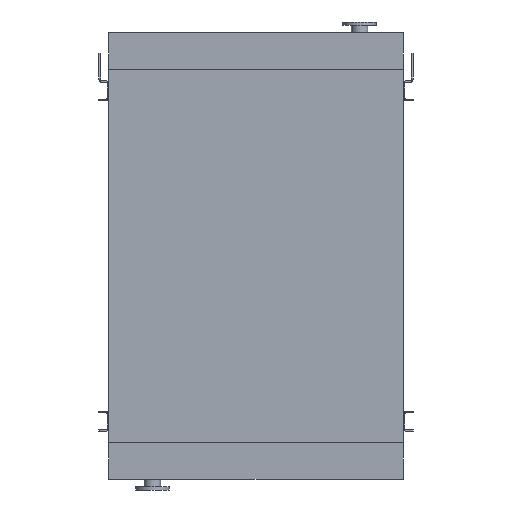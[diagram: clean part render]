
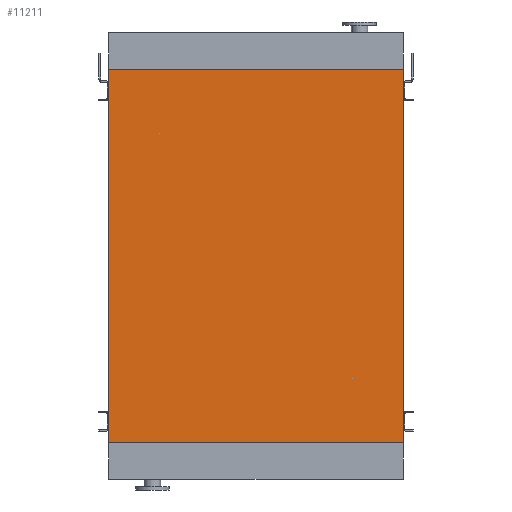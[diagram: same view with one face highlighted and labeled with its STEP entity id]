
A CAD part, front view. The second image highlights one B-rep face of the part: STEP entity #11211.
In plain terms, the highlighted planar face has unit normal (0, -1, 0).
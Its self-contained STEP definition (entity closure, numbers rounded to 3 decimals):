
#1079 = VECTOR ( 'NONE', #15124, 1000. ) ;
#1146 = VERTEX_POINT ( 'NONE', #14049 ) ;
#2560 = AXIS2_PLACEMENT_3D ( 'NONE', #12092, #14496, #7211 ) ;
#2712 = CARTESIAN_POINT ( 'NONE',  ( 965., 0., 0. ) ) ;
#2962 = CARTESIAN_POINT ( 'NONE',  ( -965., 0., 0. ) ) ;
#3353 = VECTOR ( 'NONE', #3491, 1000. ) ;
#3491 = DIRECTION ( 'NONE',  ( 0., 0., 1. ) ) ;
#4091 = ORIENTED_EDGE ( 'NONE', *, *, #8357, .T. ) ;
#4460 = CARTESIAN_POINT ( 'NONE',  ( -965., 0., -2450. ) ) ;
#5182 = EDGE_LOOP ( 'NONE', ( #10539, #6517, #5362, #4091 ) ) ;
#5362 = ORIENTED_EDGE ( 'NONE', *, *, #9501, .T. ) ;
#5994 = PLANE ( 'NONE',  #2560 ) ;
#6016 = EDGE_CURVE ( 'NONE', #14480, #14447, #11574, .T. ) ;
#6517 = ORIENTED_EDGE ( 'NONE', *, *, #15420, .F. ) ;
#7107 = CARTESIAN_POINT ( 'NONE',  ( 965., 0., -2450. ) ) ;
#7211 = DIRECTION ( 'NONE',  ( 0., 0., -1. ) ) ;
#8035 = FACE_OUTER_BOUND ( 'NONE', #5182, .T. ) ;
#8357 = EDGE_CURVE ( 'NONE', #1146, #14447, #15279, .T. ) ;
#8474 = LINE ( 'NONE', #9591, #14547 ) ;
#9501 = EDGE_CURVE ( 'NONE', #12364, #1146, #8474, .T. ) ;
#9591 = CARTESIAN_POINT ( 'NONE',  ( -965., 0., -2450. ) ) ;
#9614 = CARTESIAN_POINT ( 'NONE',  ( -965., 0., -2450. ) ) ;
#10539 = ORIENTED_EDGE ( 'NONE', *, *, #6016, .F. ) ;
#10822 = DIRECTION ( 'NONE',  ( 1., 0., 0. ) ) ;
#11211 = ADVANCED_FACE ( 'NONE', ( #8035 ), #5994, .T. ) ;
#11574 = LINE ( 'NONE', #2962, #1079 ) ;
#12091 = VECTOR ( 'NONE', #14391, 1000. ) ;
#12092 = CARTESIAN_POINT ( 'NONE',  ( -965., 0., -2450. ) ) ;
#12364 = VERTEX_POINT ( 'NONE', #4460 ) ;
#12692 = LINE ( 'NONE', #9614, #3353 ) ;
#14049 = CARTESIAN_POINT ( 'NONE',  ( 965., 0., -2450. ) ) ;
#14391 = DIRECTION ( 'NONE',  ( 0., 0., 1. ) ) ;
#14447 = VERTEX_POINT ( 'NONE', #2712 ) ;
#14480 = VERTEX_POINT ( 'NONE', #14887 ) ;
#14496 = DIRECTION ( 'NONE',  ( 0., -1., 0. ) ) ;
#14547 = VECTOR ( 'NONE', #10822, 1000. ) ;
#14887 = CARTESIAN_POINT ( 'NONE',  ( -965., 0., 0. ) ) ;
#15124 = DIRECTION ( 'NONE',  ( 1., 0., 0. ) ) ;
#15279 = LINE ( 'NONE', #7107, #12091 ) ;
#15420 = EDGE_CURVE ( 'NONE', #12364, #14480, #12692, .T. ) ;
